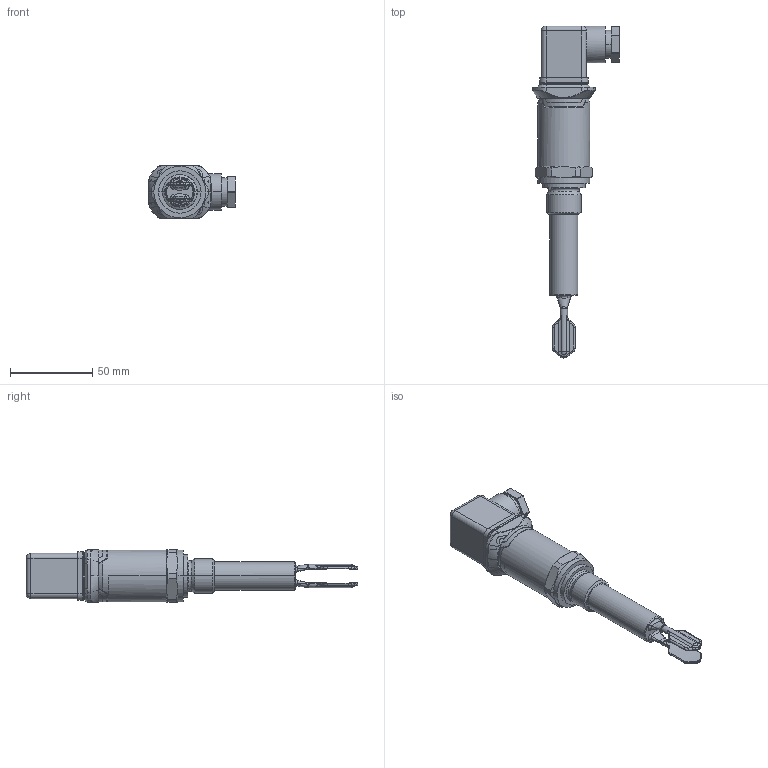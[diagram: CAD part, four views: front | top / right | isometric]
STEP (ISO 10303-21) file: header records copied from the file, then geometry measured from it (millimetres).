
FILE_DESCRIPTION((''),'2;1');
FILE_NAME('DM_CAD-2110_SW0001','2016-01-14T',('Creinig-se'),(''),'PRO/ENGINEER BY PARAMETRIC TECHNOLOGY CORPORATION, 2013050','PRO/ENGINEER BY PARAMETRIC TECHNOLOGY CORPORATION, 2013050','');
FILE_SCHEMA(('CONFIG_CONTROL_DESIGN'));
Length unit declared in the file: millimetre
Products named in the file (1): DM_CAD-2110_SW0001
Bounding box: 52.72 x 201.5 x 32 mm (x, y, z)
Volume: 101433.9 mm3; surface area: 22774.4 mm2
Topology: 1 solids, 1 shells, 838 faces, 2221 edges, 1356 vertices
Faces by surface type: cylinder 262, plane 246, bspline 182, torus 58, cone 46, sphere 32, extrusion 12
Entity records: 42087 total; most frequent: CARTESIAN_POINT 17276, ORIENTED_EDGE 4400, DIRECTION 3346, EDGE_CURVE 2200, VERTEX_POINT 1375, AXIS2_PLACEMENT_3D 1266, EDGE_LOOP 854, PRESENTATION_STYLE_ASSIGNMENT 850
